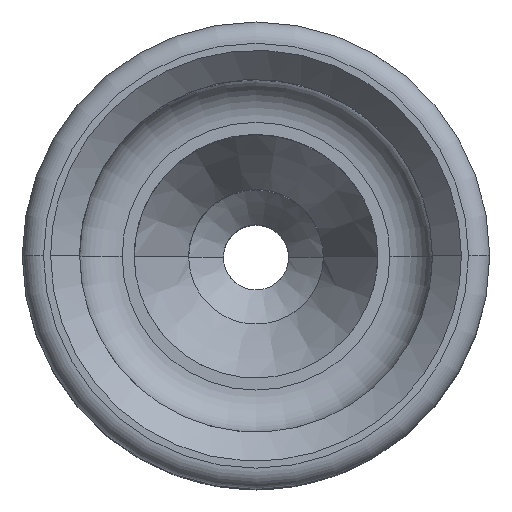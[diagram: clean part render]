
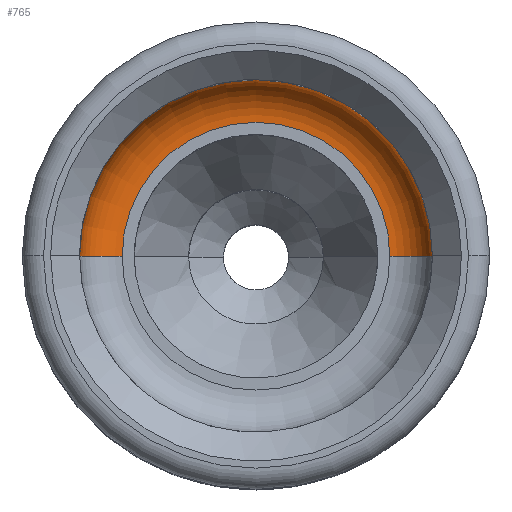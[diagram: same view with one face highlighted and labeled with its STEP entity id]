
A CAD part, top view. The second image highlights one B-rep face of the part: STEP entity #765.
In plain terms, the highlighted toroidal (fillet/blend) face has major radius 2.4 mm and minor radius 0.762 mm.
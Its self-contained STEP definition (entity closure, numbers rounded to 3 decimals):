
#684=AXIS2_PLACEMENT_3D('Circle Axis2P3D',#682,#683,$) ;
#734=AXIS2_PLACEMENT_3D('Circle Axis2P3D',#732,#733,$) ;
#739=AXIS2_PLACEMENT_3D('Circle Axis2P3D',#737,#738,$) ;
#752=AXIS2_PLACEMENT_3D('Torus Axis2P3D',#749,#750,#751) ;
#756=AXIS2_PLACEMENT_3D('Circle Axis2P3D',#754,#755,$) ;
#679=CARTESIAN_POINT('Vertex',(1.029,4.191,18.288)) ;
#682=CARTESIAN_POINT('Axis2P3D Location',(4.191,4.191,18.288)) ;
#686=CARTESIAN_POINT('Vertex',(7.353,4.191,18.288)) ;
#727=CARTESIAN_POINT('Vertex',(1.791,4.191,17.526)) ;
#729=CARTESIAN_POINT('Vertex',(6.591,4.191,17.526)) ;
#732=CARTESIAN_POINT('Axis2P3D Location',(1.791,4.191,18.288)) ;
#737=CARTESIAN_POINT('Axis2P3D Location',(6.591,4.191,18.288)) ;
#749=CARTESIAN_POINT('Axis2P3D Location',(4.191,4.191,18.288)) ;
#754=CARTESIAN_POINT('Axis2P3D Location',(4.191,4.191,17.526)) ;
#683=DIRECTION('Axis2P3D Direction',(0.,0.,-1.)) ;
#733=DIRECTION('Axis2P3D Direction',(0.,1.,-0.)) ;
#738=DIRECTION('Axis2P3D Direction',(0.,-1.,0.)) ;
#750=DIRECTION('Axis2P3D Direction',(0.,0.,1.)) ;
#751=DIRECTION('Axis2P3D XDirection',(0.988,-0.156,0.)) ;
#755=DIRECTION('Axis2P3D Direction',(0.,0.,1.)) ;
#760=ORIENTED_EDGE('',*,*,#688,.T.) ;
#761=ORIENTED_EDGE('',*,*,#736,.F.) ;
#762=ORIENTED_EDGE('',*,*,#758,.F.) ;
#763=ORIENTED_EDGE('',*,*,#741,.T.) ;
#765=ADVANCED_FACE('Geometry.1',(#764),#753,.F.) ;
#685=CIRCLE('generated circle',#684,3.162) ;
#735=CIRCLE('generated circle',#734,0.762) ;
#740=CIRCLE('generated circle',#739,0.762) ;
#757=CIRCLE('generated circle',#756,2.4) ;
#753=TOROIDAL_SURFACE('homeo Torus',#752,2.4,0.762) ;
#688=EDGE_CURVE('',#687,#680,#685,.F.) ;
#736=EDGE_CURVE('',#728,#680,#735,.T.) ;
#741=EDGE_CURVE('',#730,#687,#740,.T.) ;
#758=EDGE_CURVE('',#730,#728,#757,.T.) ;
#759=EDGE_LOOP('',(#760,#761,#762,#763)) ;
#764=FACE_OUTER_BOUND('',#759,.T.) ;
#680=VERTEX_POINT('',#679) ;
#687=VERTEX_POINT('',#686) ;
#728=VERTEX_POINT('',#727) ;
#730=VERTEX_POINT('',#729) ;
